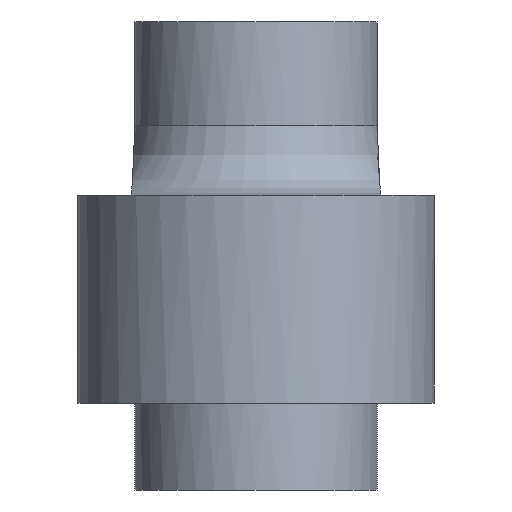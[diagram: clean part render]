
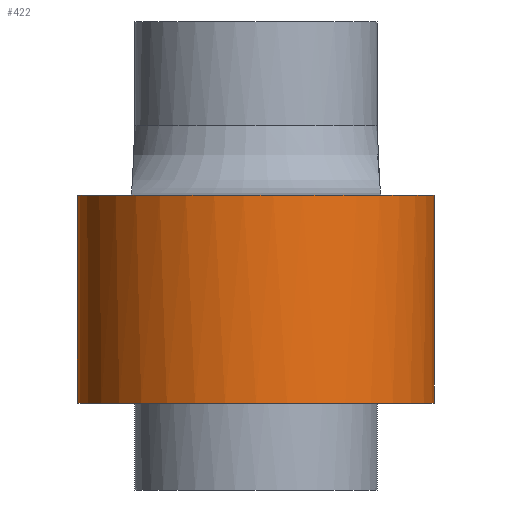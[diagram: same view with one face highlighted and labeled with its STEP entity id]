
A CAD part, left-side view. The second image highlights one B-rep face of the part: STEP entity #422.
In plain terms, the highlighted cylindrical face has radius 10.3 mm (diameter 20.6 mm), a full revolution.
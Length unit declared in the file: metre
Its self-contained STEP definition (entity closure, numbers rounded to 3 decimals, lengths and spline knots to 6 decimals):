
#21=CYLINDRICAL_SURFACE('',#476,0.0103);
#48=CIRCLE('',#475,0.0103);
#49=CIRCLE('',#477,0.0103);
#50=CIRCLE('',#478,0.0103);
#88=ORIENTED_EDGE('',*,*,#202,.T.);
#89=ORIENTED_EDGE('',*,*,#203,.T.);
#90=ORIENTED_EDGE('',*,*,#204,.T.);
#91=ORIENTED_EDGE('',*,*,#205,.F.);
#92=ORIENTED_EDGE('',*,*,#201,.F.);
#93=ORIENTED_EDGE('',*,*,#206,.T.);
#94=ORIENTED_EDGE('',*,*,#207,.T.);
#201=EDGE_CURVE('',#258,#256,#48,.T.);
#202=EDGE_CURVE('',#259,#260,#286,.T.);
#203=EDGE_CURVE('',#260,#261,#287,.T.);
#204=EDGE_CURVE('',#261,#262,#49,.F.);
#205=EDGE_CURVE('',#256,#262,#288,.T.);
#206=EDGE_CURVE('',#258,#259,#289,.T.);
#207=EDGE_CURVE('',#263,#263,#50,.T.);
#256=VERTEX_POINT('',#693);
#258=VERTEX_POINT('',#697);
#259=VERTEX_POINT('',#701);
#260=VERTEX_POINT('',#702);
#261=VERTEX_POINT('',#704);
#262=VERTEX_POINT('',#706);
#263=VERTEX_POINT('',#710);
#286=LINE('',#700,#306);
#287=LINE('',#703,#307);
#288=LINE('',#707,#308);
#289=LINE('',#708,#309);
#306=VECTOR('',#562,1.);
#307=VECTOR('',#563,1.);
#308=VECTOR('',#566,1.);
#309=VECTOR('',#567,1.);
#325=EDGE_LOOP('',(#88,#89,#90,#91,#92,#93));
#326=EDGE_LOOP('',(#94));
#371=FACE_BOUND('',#325,.T.);
#372=FACE_BOUND('',#326,.T.);
#422=ADVANCED_FACE('',(#371,#372),#21,.T.);
#475=AXIS2_PLACEMENT_3D('',#698,#558,#559);
#476=AXIS2_PLACEMENT_3D('',#699,#560,#561);
#477=AXIS2_PLACEMENT_3D('',#705,#564,#565);
#478=AXIS2_PLACEMENT_3D('',#709,#568,#569);
#558=DIRECTION('',(0.,0.,1.));
#559=DIRECTION('',(1.,0.,0.));
#560=DIRECTION('',(0.,0.,-1.));
#561=DIRECTION('',(-1.,0.,0.));
#562=DIRECTION('',(1.,-0.027,0.));
#563=DIRECTION('',(0.,0.,-1.));
#564=DIRECTION('',(0.,0.,1.));
#565=DIRECTION('',(1.,0.,0.));
#566=DIRECTION('',(0.,0.,-1.));
#567=DIRECTION('',(0.,0.,-1.));
#568=DIRECTION('',(0.,0.,1.));
#569=DIRECTION('',(1.,0.,0.));
#693=CARTESIAN_POINT('',(0.000283,-0.010296,0.012));
#697=CARTESIAN_POINT('',(0.,0.0103,0.012));
#698=CARTESIAN_POINT('',(0.,0.,0.012));
#699=CARTESIAN_POINT('',(0.,0.,0.005));
#700=CARTESIAN_POINT('',(0.060096,0.008649,0.005));
#701=CARTESIAN_POINT('',(0.,0.0103,0.005));
#702=CARTESIAN_POINT('',(0.000566,0.010284,0.005));
#703=CARTESIAN_POINT('',(0.000566,0.010284,0.005));
#704=CARTESIAN_POINT('',(0.000566,0.010284,0.001));
#705=CARTESIAN_POINT('',(0.,0.,0.001));
#706=CARTESIAN_POINT('',(0.000283,-0.010296,0.001));
#707=CARTESIAN_POINT('',(0.000283,-0.010296,0.012));
#708=CARTESIAN_POINT('',(0.,0.0103,0.012));
#709=CARTESIAN_POINT('',(0.,0.,0.));
#710=CARTESIAN_POINT('',(0.0103,0.,0.));
